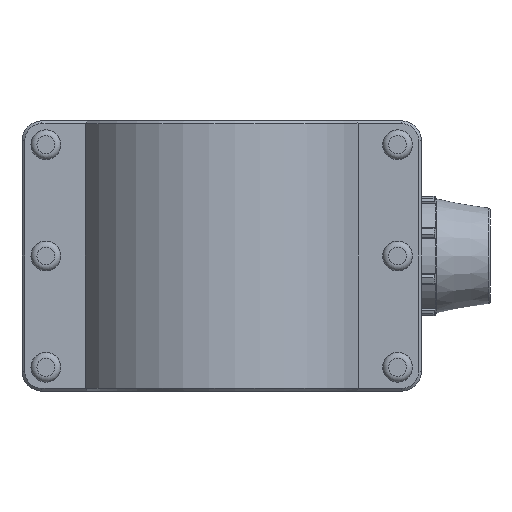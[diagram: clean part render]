
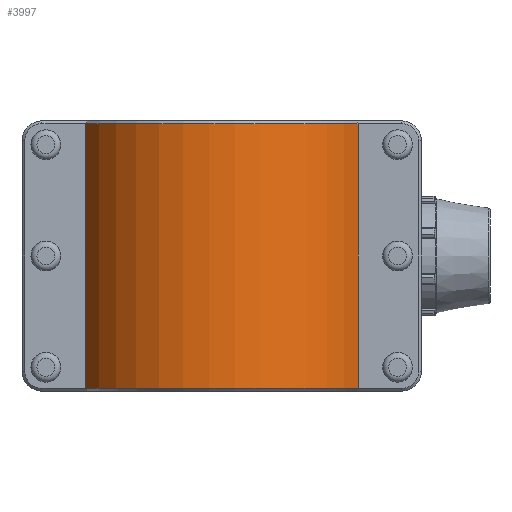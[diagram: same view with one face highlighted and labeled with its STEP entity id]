
A CAD part, front view. The second image highlights one B-rep face of the part: STEP entity #3997.
In plain terms, the highlighted cylindrical face has radius 77 mm (diameter 154 mm), a partial arc.
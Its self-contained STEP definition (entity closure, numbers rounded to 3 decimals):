
#281=LINE('',#6874,#603);
#282=LINE('',#6876,#604);
#603=VECTOR('',#5426,133.2);
#604=VECTOR('',#5429,133.2);
#937=CYLINDRICAL_SURFACE('',#4393,77.);
#1251=FACE_OUTER_BOUND('',#1576,.T.);
#1576=EDGE_LOOP('',(#3517,#3518,#3519,#3520));
#1786=CIRCLE('',#4375,77.);
#1787=CIRCLE('',#4378,77.);
#2120=VERTEX_POINT('',#6814);
#2121=VERTEX_POINT('',#6819);
#2122=VERTEX_POINT('',#6826);
#2124=VERTEX_POINT('',#6835);
#2602=EDGE_CURVE('',#2120,#2121,#1786,.T.);
#2608=EDGE_CURVE('',#2124,#2122,#1787,.T.);
#2625=EDGE_CURVE('',#2120,#2122,#281,.T.);
#2626=EDGE_CURVE('',#2121,#2124,#282,.T.);
#3517=ORIENTED_EDGE('',*,*,#2602,.F.);
#3518=ORIENTED_EDGE('',*,*,#2625,.T.);
#3519=ORIENTED_EDGE('',*,*,#2608,.F.);
#3520=ORIENTED_EDGE('',*,*,#2626,.F.);
#3997=ADVANCED_FACE('',(#1251),#937,.T.);
#4375=AXIS2_PLACEMENT_3D('',#6820,#5376,#5377);
#4378=AXIS2_PLACEMENT_3D('',#6840,#5384,#5385);
#4393=AXIS2_PLACEMENT_3D('',#6875,#5427,#5428);
#5376=DIRECTION('center_axis',(0.,0.,-1.));
#5377=DIRECTION('ref_axis',(1.,0.,0.));
#5384=DIRECTION('center_axis',(0.,0.,1.));
#5385=DIRECTION('ref_axis',(1.,0.,0.));
#5426=DIRECTION('',(0.,0.,1.));
#5427=DIRECTION('center_axis',(0.,0.,1.));
#5428=DIRECTION('ref_axis',(1.,0.,0.));
#5429=DIRECTION('',(0.,0.,1.));
#6814=CARTESIAN_POINT('',(68.586,-35.,-66.6));
#6819=CARTESIAN_POINT('',(-68.586,-35.,-66.6));
#6820=CARTESIAN_POINT('Origin',(0.,0.,-66.6));
#6826=CARTESIAN_POINT('',(68.586,-35.,66.6));
#6835=CARTESIAN_POINT('',(-68.586,-35.,66.6));
#6840=CARTESIAN_POINT('Origin',(0.,0.,66.6));
#6874=CARTESIAN_POINT('',(68.586,-35.,0.));
#6875=CARTESIAN_POINT('Origin',(0.,0.,0.));
#6876=CARTESIAN_POINT('',(-68.586,-35.,0.));
